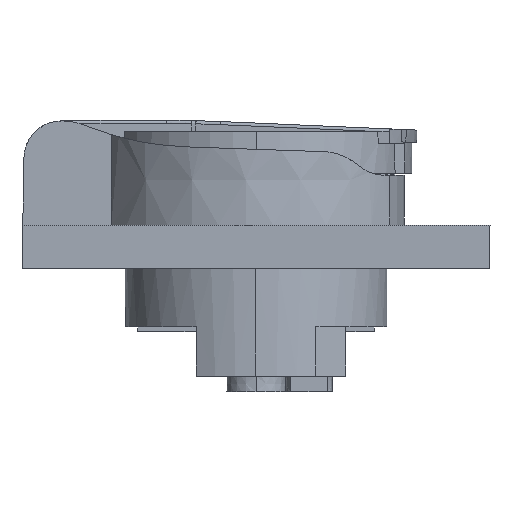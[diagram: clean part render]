
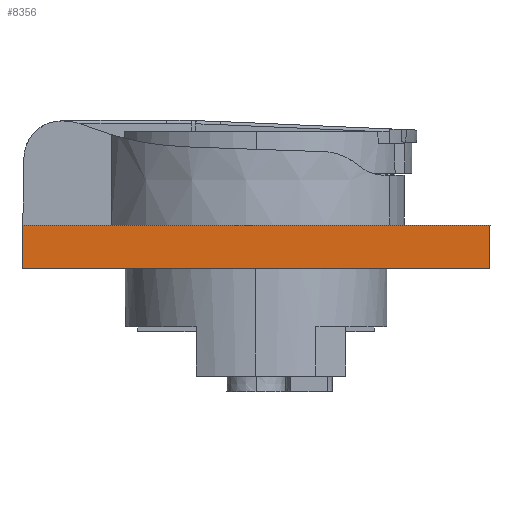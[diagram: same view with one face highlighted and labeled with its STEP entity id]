
A CAD part, left-side view. The second image highlights one B-rep face of the part: STEP entity #8356.
In plain terms, the highlighted planar face has unit normal (-1, 0, 0).
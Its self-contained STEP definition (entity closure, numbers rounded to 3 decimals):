
#154 = ORIENTED_EDGE ( 'NONE', *, *, #11423, .F. ) ;
#182 = LINE ( 'NONE', #270, #11552 ) ;
#270 = CARTESIAN_POINT ( 'NONE',  ( -37.52, 37.395, 12.7 ) ) ;
#398 = PLANE ( 'NONE',  #10827 ) ;
#696 = VERTEX_POINT ( 'NONE', #3969 ) ;
#1889 = CARTESIAN_POINT ( 'NONE',  ( -37.517, 0., 5.7 ) ) ;
#2160 = DIRECTION ( 'NONE',  ( 0., 0., -1. ) ) ;
#2382 = VECTOR ( 'NONE', #10731, 1000. ) ;
#2781 = EDGE_CURVE ( 'NONE', #696, #7368, #9723, .T. ) ;
#3969 = CARTESIAN_POINT ( 'NONE',  ( -37.52, 37.52, 12.7 ) ) ;
#4117 = CARTESIAN_POINT ( 'NONE',  ( -37.517, -37.517, 5.676 ) ) ;
#5563 = ORIENTED_EDGE ( 'NONE', *, *, #15542, .F. ) ;
#6052 = CARTESIAN_POINT ( 'NONE',  ( -37.517, -37.517, 5.7 ) ) ;
#7368 = VERTEX_POINT ( 'NONE', #17919 ) ;
#7455 = DIRECTION ( 'NONE',  ( -1., 0., 0. ) ) ;
#7627 = DIRECTION ( 'NONE',  ( 0., 0., 1. ) ) ;
#7854 = CARTESIAN_POINT ( 'NONE',  ( -37.517, 0., 5.7 ) ) ;
#8287 = LINE ( 'NONE', #4117, #17686 ) ;
#8325 = EDGE_LOOP ( 'NONE', ( #154, #14710, #5563, #10387 ) ) ;
#8356 = ADVANCED_FACE ( 'NONE', ( #14488 ), #398, .T. ) ;
#8793 = DIRECTION ( 'NONE',  ( 0., -1., 0. ) ) ;
#8813 = VECTOR ( 'NONE', #2160, 1000. ) ;
#9158 = LINE ( 'NONE', #7854, #2382 ) ;
#9723 = LINE ( 'NONE', #11209, #8813 ) ;
#10387 = ORIENTED_EDGE ( 'NONE', *, *, #2781, .T. ) ;
#10400 = EDGE_CURVE ( 'NONE', #12873, #14473, #8287, .T. ) ;
#10731 = DIRECTION ( 'NONE',  ( 0., 1., 0. ) ) ;
#10827 = AXIS2_PLACEMENT_3D ( 'NONE', #1889, #7455, #7627 ) ;
#11209 = CARTESIAN_POINT ( 'NONE',  ( -37.517, 37.517, 5.688 ) ) ;
#11423 = EDGE_CURVE ( 'NONE', #14473, #7368, #9158, .T. ) ;
#11552 = VECTOR ( 'NONE', #8793, 1000. ) ;
#12556 = DIRECTION ( 'NONE',  ( 0., 0., -1. ) ) ;
#12873 = VERTEX_POINT ( 'NONE', #13010 ) ;
#13010 = CARTESIAN_POINT ( 'NONE',  ( -37.52, -37.52, 12.7 ) ) ;
#14473 = VERTEX_POINT ( 'NONE', #6052 ) ;
#14488 = FACE_OUTER_BOUND ( 'NONE', #8325, .T. ) ;
#14710 = ORIENTED_EDGE ( 'NONE', *, *, #10400, .F. ) ;
#15542 = EDGE_CURVE ( 'NONE', #696, #12873, #182, .T. ) ;
#17686 = VECTOR ( 'NONE', #12556, 1000. ) ;
#17919 = CARTESIAN_POINT ( 'NONE',  ( -37.517, 37.517, 5.7 ) ) ;
